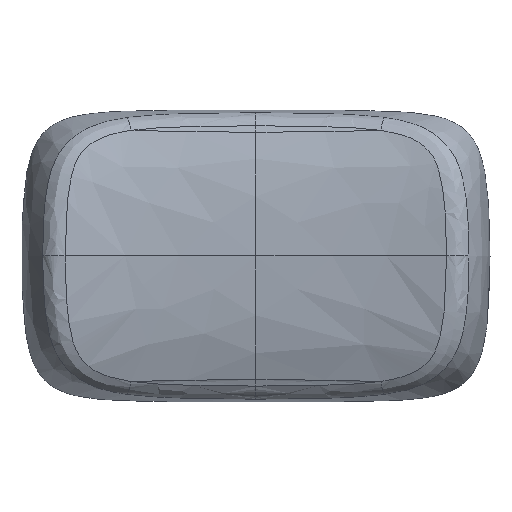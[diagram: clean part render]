
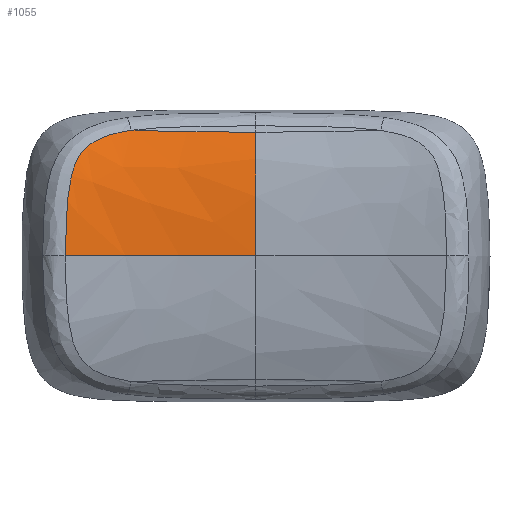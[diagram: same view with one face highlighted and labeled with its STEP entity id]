
A CAD part, top view. The second image highlights one B-rep face of the part: STEP entity #1055.
In plain terms, the highlighted free-form (B-spline) face has degree [3, 3] with [6, 5] control points.
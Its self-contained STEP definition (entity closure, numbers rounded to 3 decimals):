
#17=(
BOUNDED_CURVE()
B_SPLINE_CURVE(5,(#5832,#5833,#5834,#5835,#5836,#5837,#5838,#5839),
 .UNSPECIFIED.,.F.,.F.)
B_SPLINE_CURVE_WITH_KNOTS((6,1,1,6),(-1.,-0.8,-0.6,-0.534),
 .UNSPECIFIED.)
CURVE()
GEOMETRIC_REPRESENTATION_ITEM()
RATIONAL_B_SPLINE_CURVE((1.,1.,1.,1.,1.,1.,1.,1.))
REPRESENTATION_ITEM('')
);
#18=(
BOUNDED_CURVE()
B_SPLINE_CURVE(5,(#5870,#5871,#5872,#5873,#5874,#5875,#5876,#5877,#5878,
#5879),.UNSPECIFIED.,.F.,.F.)
B_SPLINE_CURVE_WITH_KNOTS((6,1,1,1,1,6),(0.105,0.2,0.4,0.6,
0.8,1.),.UNSPECIFIED.)
CURVE()
GEOMETRIC_REPRESENTATION_ITEM()
RATIONAL_B_SPLINE_CURVE((1.,1.,1.,1.,1.,1.,1.,1.,1.,1.))
REPRESENTATION_ITEM('')
);
#37=B_SPLINE_SURFACE_WITH_KNOTS('',3,3,((#5840,#5841,#5842,#5843,#5844),
(#5845,#5846,#5847,#5848,#5849),(#5850,#5851,#5852,#5853,#5854),(#5855,
#5856,#5857,#5858,#5859),(#5860,#5861,#5862,#5863,#5864),(#5865,#5866,#5867,
#5868,#5869)),.UNSPECIFIED.,.F.,.F.,.F.,(4,1,1,4),(4,1,4),(-1.,-0.744,
-0.489,-0.105),(0.,0.571,1.),
 .UNSPECIFIED.);
#85=B_SPLINE_CURVE_WITH_KNOTS('',3,(#5362,#5363,#5364,#5365,#5366,#5367,
#5368,#5369,#5370,#5371),.UNSPECIFIED.,.F.,.F.,(4,1,1,1,1,1,1,4),(0.,0.129,
0.388,0.517,0.581,0.646,
0.775,0.904),.UNSPECIFIED.);
#93=B_SPLINE_CURVE_WITH_KNOTS('',3,(#5781,#5782,#5783,#5784,#5785),
 .UNSPECIFIED.,.F.,.F.,(4,1,4),(0.,0.571,1.),.UNSPECIFIED.);
#177=FACE_OUTER_BOUND('',#240,.T.);
#240=EDGE_LOOP('',(#965,#966,#967,#968));
#492=VERTEX_POINT('',#5358);
#493=VERTEX_POINT('',#5360);
#500=VERTEX_POINT('',#5771);
#501=VERTEX_POINT('',#5780);
#639=EDGE_CURVE('',#493,#492,#85,.T.);
#654=EDGE_CURVE('',#501,#500,#93,.T.);
#657=EDGE_CURVE('',#500,#492,#17,.T.);
#658=EDGE_CURVE('',#493,#501,#18,.T.);
#965=ORIENTED_EDGE('',*,*,#639,.F.);
#966=ORIENTED_EDGE('',*,*,#658,.T.);
#967=ORIENTED_EDGE('',*,*,#654,.T.);
#968=ORIENTED_EDGE('',*,*,#657,.T.);
#1055=ADVANCED_FACE('',(#177),#37,.F.);
#5358=CARTESIAN_POINT('',(-7.066,7.104,4.059));
#5360=CARTESIAN_POINT('',(-10.789,0.,5.64));
#5362=CARTESIAN_POINT('Ctrl Pts',(-10.789,0.,
5.64));
#5363=CARTESIAN_POINT('Ctrl Pts',(-10.789,0.44,5.64));
#5364=CARTESIAN_POINT('Ctrl Pts',(-10.76,1.765,5.618));
#5365=CARTESIAN_POINT('Ctrl Pts',(-10.663,3.57,5.486));
#5366=CARTESIAN_POINT('Ctrl Pts',(-10.303,5.132,5.136));
#5367=CARTESIAN_POINT('Ctrl Pts',(-9.862,5.895,4.862));
#5368=CARTESIAN_POINT('Ctrl Pts',(-9.244,6.478,4.582));
#5369=CARTESIAN_POINT('Ctrl Pts',(-8.287,6.884,4.289));
#5370=CARTESIAN_POINT('Ctrl Pts',(-7.476,7.043,4.127));
#5371=CARTESIAN_POINT('Ctrl Pts',(-7.066,7.104,4.059));
#5771=CARTESIAN_POINT('',(0.,7.,3.8));
#5780=CARTESIAN_POINT('',(0.,0.,4.8));
#5781=CARTESIAN_POINT('Ctrl Pts',(0.,0.,
4.8));
#5782=CARTESIAN_POINT('Ctrl Pts',(0.,2.41,
4.8));
#5783=CARTESIAN_POINT('Ctrl Pts',(0.,4.949,
4.503));
#5784=CARTESIAN_POINT('Ctrl Pts',(0.,6.448,
4.022));
#5785=CARTESIAN_POINT('Ctrl Pts',(0.,7.,
3.8));
#5832=CARTESIAN_POINT('Ctrl Pts',(0.,7.,
3.8));
#5833=CARTESIAN_POINT('Ctrl Pts',(-0.824,7.,3.8));
#5834=CARTESIAN_POINT('Ctrl Pts',(-2.365,7.004,3.81));
#5835=CARTESIAN_POINT('Ctrl Pts',(-3.915,7.02,3.848));
#5836=CARTESIAN_POINT('Ctrl Pts',(-5.216,7.045,3.912));
#5837=CARTESIAN_POINT('Ctrl Pts',(-6.333,7.078,3.994));
#5838=CARTESIAN_POINT('Ctrl Pts',(-6.922,7.099,4.046));
#5839=CARTESIAN_POINT('Ctrl Pts',(-7.066,7.104,4.059));
#5840=CARTESIAN_POINT('Ctrl Pts',(0.,0.,
4.8));
#5841=CARTESIAN_POINT('Ctrl Pts',(0.,2.41,
4.8));
#5842=CARTESIAN_POINT('Ctrl Pts',(0.,4.949,
4.503));
#5843=CARTESIAN_POINT('Ctrl Pts',(0.,6.448,
4.022));
#5844=CARTESIAN_POINT('Ctrl Pts',(0.,7.,
3.8));
#5845=CARTESIAN_POINT('Ctrl Pts',(-1.755,0.,
4.8));
#5846=CARTESIAN_POINT('Ctrl Pts',(-1.755,2.41,4.8));
#5847=CARTESIAN_POINT('Ctrl Pts',(-1.755,4.95,4.503));
#5848=CARTESIAN_POINT('Ctrl Pts',(-1.755,6.448,4.022));
#5849=CARTESIAN_POINT('Ctrl Pts',(-1.755,7.,3.8));
#5850=CARTESIAN_POINT('Ctrl Pts',(-4.665,0.,
4.866));
#5851=CARTESIAN_POINT('Ctrl Pts',(-4.665,2.413,4.866));
#5852=CARTESIAN_POINT('Ctrl Pts',(-4.665,4.962,4.568));
#5853=CARTESIAN_POINT('Ctrl Pts',(-4.665,6.468,4.085));
#5854=CARTESIAN_POINT('Ctrl Pts',(-4.665,7.025,3.861));
#5855=CARTESIAN_POINT('Ctrl Pts',(-8.161,0.,
5.157));
#5856=CARTESIAN_POINT('Ctrl Pts',(-8.161,2.426,5.157));
#5857=CARTESIAN_POINT('Ctrl Pts',(-8.161,5.018,4.856));
#5858=CARTESIAN_POINT('Ctrl Pts',(-8.161,6.559,4.362));
#5859=CARTESIAN_POINT('Ctrl Pts',(-8.161,7.133,4.131));
#5860=CARTESIAN_POINT('Ctrl Pts',(-9.883,0.,
5.45));
#5861=CARTESIAN_POINT('Ctrl Pts',(-9.883,2.439,5.45));
#5862=CARTESIAN_POINT('Ctrl Pts',(-9.883,5.075,5.146));
#5863=CARTESIAN_POINT('Ctrl Pts',(-9.883,6.65,4.641));
#5864=CARTESIAN_POINT('Ctrl Pts',(-9.883,7.243,4.403));
#5865=CARTESIAN_POINT('Ctrl Pts',(-10.789,0.,
5.64));
#5866=CARTESIAN_POINT('Ctrl Pts',(-10.789,2.447,5.64));
#5867=CARTESIAN_POINT('Ctrl Pts',(-10.789,5.111,5.334));
#5868=CARTESIAN_POINT('Ctrl Pts',(-10.789,6.709,4.822));
#5869=CARTESIAN_POINT('Ctrl Pts',(-10.789,7.313,4.579));
#5870=CARTESIAN_POINT('Ctrl Pts',(-10.789,0.,
5.64));
#5871=CARTESIAN_POINT('Ctrl Pts',(-10.654,0.,
5.612));
#5872=CARTESIAN_POINT('Ctrl Pts',(-10.228,0.,
5.525));
#5873=CARTESIAN_POINT('Ctrl Pts',(-9.468,0.,
5.385));
#5874=CARTESIAN_POINT('Ctrl Pts',(-8.283,0.,
5.2));
#5875=CARTESIAN_POINT('Ctrl Pts',(-6.468,0.,
4.995));
#5876=CARTESIAN_POINT('Ctrl Pts',(-4.358,0.,
4.864));
#5877=CARTESIAN_POINT('Ctrl Pts',(-2.365,0.,
4.812));
#5878=CARTESIAN_POINT('Ctrl Pts',(-0.824,0.,
4.8));
#5879=CARTESIAN_POINT('Ctrl Pts',(0.,0.,
4.8));
